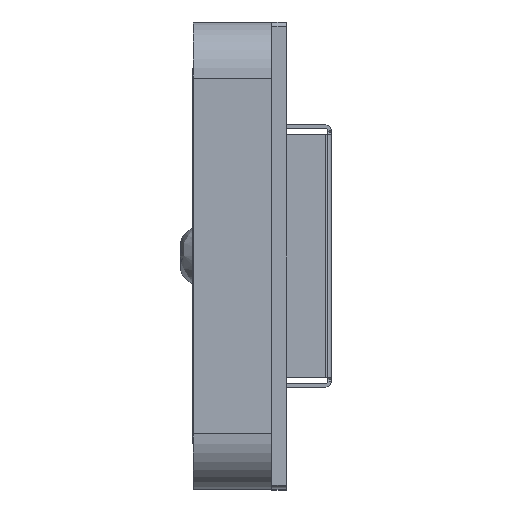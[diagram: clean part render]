
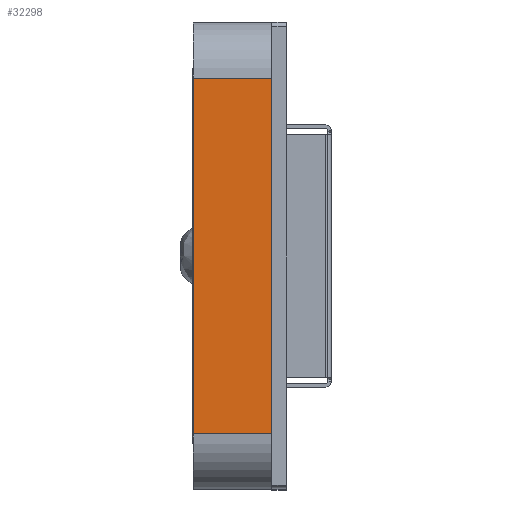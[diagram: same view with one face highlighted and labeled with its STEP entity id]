
A CAD part, left-side view. The second image highlights one B-rep face of the part: STEP entity #32298.
In plain terms, the highlighted planar face has unit normal (-1, 0, 0).
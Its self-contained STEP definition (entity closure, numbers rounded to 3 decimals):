
#796 = DIRECTION ( 'NONE',  ( 0., 0., -1. ) ) ;
#1566 = ORIENTED_EDGE ( 'NONE', *, *, #23615, .F. ) ;
#1843 = VERTEX_POINT ( 'NONE', #10499 ) ;
#2884 = ORIENTED_EDGE ( 'NONE', *, *, #15512, .F. ) ;
#2894 = AXIS2_PLACEMENT_3D ( 'NONE', #33235, #9227, #796 ) ;
#3054 = CARTESIAN_POINT ( 'NONE',  ( -12.5, 4.2, -9.5 ) ) ;
#3063 = EDGE_CURVE ( 'NONE', #24983, #18512, #20484, .T. ) ;
#3576 = CARTESIAN_POINT ( 'NONE',  ( -12.5, 0., 9.5 ) ) ;
#3805 = CARTESIAN_POINT ( 'NONE',  ( -12.5, 4.2, 9.5 ) ) ;
#7096 = VECTOR ( 'NONE', #22037, 1000. ) ;
#7673 = VECTOR ( 'NONE', #26667, 1000. ) ;
#7995 = EDGE_CURVE ( 'NONE', #24983, #31414, #29638, .T. ) ;
#8704 = PLANE ( 'NONE',  #2894 ) ;
#8706 = ORIENTED_EDGE ( 'NONE', *, *, #7995, .F. ) ;
#9227 = DIRECTION ( 'NONE',  ( 1., 0., 0. ) ) ;
#10039 = CARTESIAN_POINT ( 'NONE',  ( -12.5, 0., -9.5 ) ) ;
#10499 = CARTESIAN_POINT ( 'NONE',  ( -12.5, 4.2, 9.5 ) ) ;
#10846 = CARTESIAN_POINT ( 'NONE',  ( -12.5, 4.2, -9.5 ) ) ;
#11633 = FACE_OUTER_BOUND ( 'NONE', #17934, .T. ) ;
#15512 = EDGE_CURVE ( 'NONE', #31414, #1843, #32580, .T. ) ;
#17852 = DIRECTION ( 'NONE',  ( 0., 0., 1. ) ) ;
#17934 = EDGE_LOOP ( 'NONE', ( #8706, #19721, #1566, #2884 ) ) ;
#18512 = VERTEX_POINT ( 'NONE', #3576 ) ;
#19721 = ORIENTED_EDGE ( 'NONE', *, *, #3063, .T. ) ;
#20484 = LINE ( 'NONE', #30794, #34288 ) ;
#21756 = DIRECTION ( 'NONE',  ( 0., 0., 1. ) ) ;
#22037 = DIRECTION ( 'NONE',  ( 0., -1., 0. ) ) ;
#23615 = EDGE_CURVE ( 'NONE', #1843, #18512, #33397, .T. ) ;
#24216 = CARTESIAN_POINT ( 'NONE',  ( -12.5, 4.2, -12.5 ) ) ;
#24983 = VERTEX_POINT ( 'NONE', #10039 ) ;
#25261 = VECTOR ( 'NONE', #21756, 1000. ) ;
#26667 = DIRECTION ( 'NONE',  ( 0., 1., 0. ) ) ;
#29638 = LINE ( 'NONE', #10846, #7673 ) ;
#30794 = CARTESIAN_POINT ( 'NONE',  ( -12.5, 0., -12.5 ) ) ;
#31414 = VERTEX_POINT ( 'NONE', #3054 ) ;
#32298 = ADVANCED_FACE ( 'NONE', ( #11633 ), #8704, .F. ) ;
#32580 = LINE ( 'NONE', #24216, #25261 ) ;
#33235 = CARTESIAN_POINT ( 'NONE',  ( -12.5, 4.2, -12.5 ) ) ;
#33397 = LINE ( 'NONE', #3805, #7096 ) ;
#34288 = VECTOR ( 'NONE', #17852, 1000. ) ;
